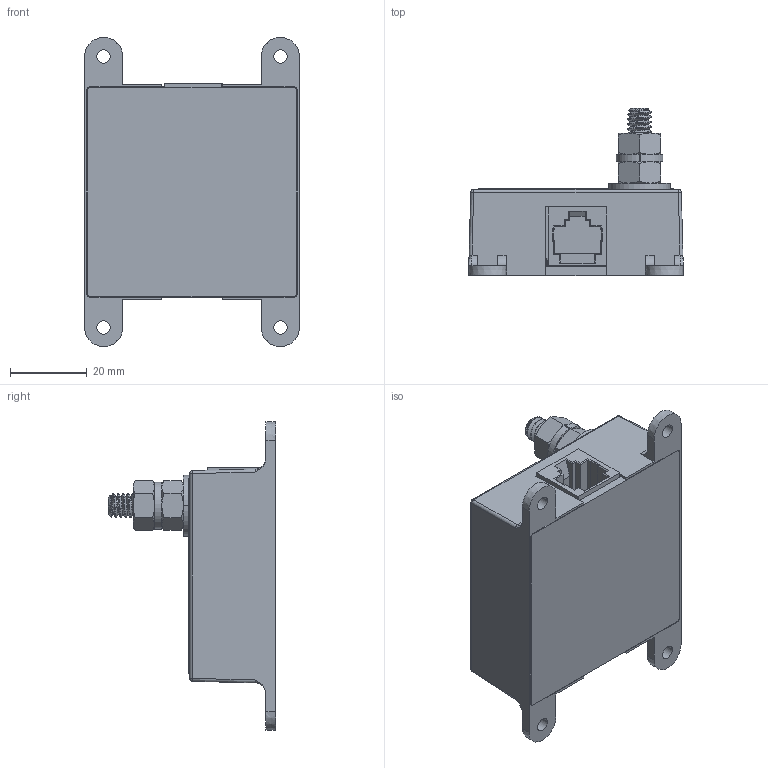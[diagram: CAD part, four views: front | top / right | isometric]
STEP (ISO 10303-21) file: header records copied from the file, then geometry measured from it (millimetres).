
FILE_DESCRIPTION (( 'STEP AP214' ), '1' );
FILE_NAME ('1101-620-1-E.STEP', '2019-01-24T20:04:03', ( '' ), ( '' ), 'SwSTEP 2.0', 'SolidWorks 2018', '' );
FILE_SCHEMA (( 'AUTOMOTIVE_DESIGN' ));
Length unit declared in the file: inch
Products named in the file (27): 2001-049; 2103-030; 2103-028; 2500-073; 2100-012; 1101-620-1-E; 2250-677; 2200-325; 2101-021; 2001-178; 2103-025; 2003-1721; 2103-030_Compressed
Assembly tree (20 placements, depth 3):
  1101-620-1-E
    2250-677
      2200-325
      2500-073
      2500-073
    2001-178
    2001-049
    2003-1721
    2100-012  x2
    2103-028
    2101-021
    2103-030_Compressed
    2103-025  x2
  2001-049
  2103-028
  2500-073
  2200-325
Bounding box: 55.88 x 43.56 x 80.37 mm (x, y, z)
Volume: 33075.1 mm3; surface area: 39617.8 mm2
Topology: 29 solids, 29 shells, 3585 faces, 9584 edges, 6355 vertices
Faces by surface type: plane 2394, bspline 767, cylinder 366, cone 40, torus 12, sphere 6
Entity records: 169564 total; most frequent: CARTESIAN_POINT 52725, ORIENTED_EDGE 18520, DIRECTION 13579, EDGE_CURVE 9260, LINE 7021, VECTOR 7021, VERTEX_POINT 6138, EDGE_LOOP 3890
